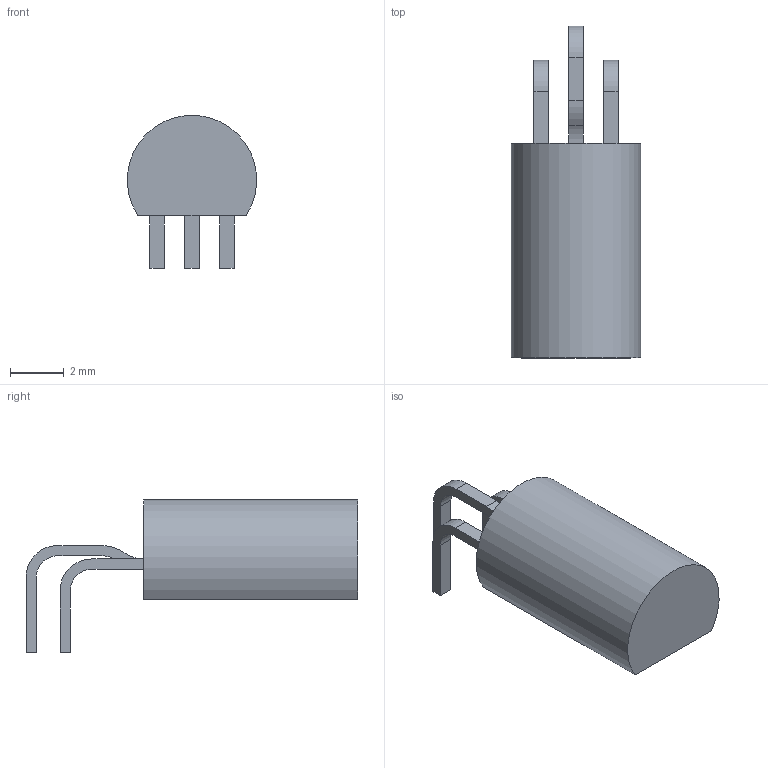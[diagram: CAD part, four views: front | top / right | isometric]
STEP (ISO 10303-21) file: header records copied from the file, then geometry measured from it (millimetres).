
FILE_DESCRIPTION(('FreeCAD Model'),'2;1');
FILE_NAME('Open CASCADE Shape Model','2024-10-09T10:19:47',(''),(''), 'Open CASCADE STEP processor 7.7','FreeCAD','Unknown');
FILE_SCHEMA(('AUTOMOTIVE_DESIGN { 1 0 10303 214 1 1 1 1 }'));
Length unit declared in the file: millimetre
Products named in the file (5): TO_92L_bent; Pin 1; Pin 2; Pin 3; Housing
Assembly tree (4 placements, depth 2):
  TO_92L_bent
    Pin 1
    Pin 2
    Pin 3
    Housing
Bounding box: 4.82 x 12.39 x 5.71 mm (x, y, z)
Volume: 125.9 mm3; surface area: 182.7 mm2
Topology: 4 solids, 4 shells, 38 faces, 90 edges, 60 vertices
Faces by surface type: plane 27, cylinder 11
Entity records: 1215 total; most frequent: DIRECTION 198, CARTESIAN_POINT 193, ORIENTED_EDGE 180, EDGE_CURVE 90, LINE 68, VECTOR 68, AXIS2_PLACEMENT_3D 65, VERTEX_POINT 60
